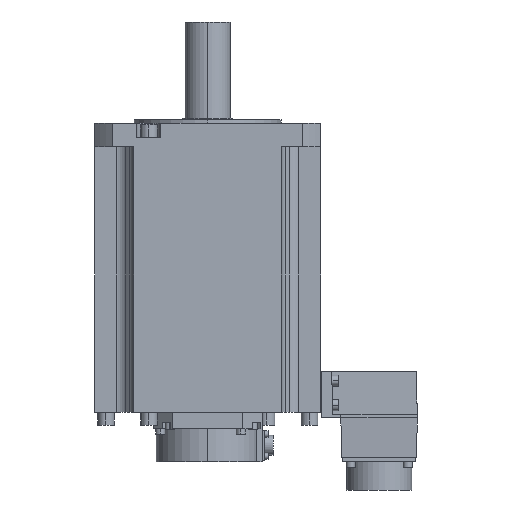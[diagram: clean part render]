
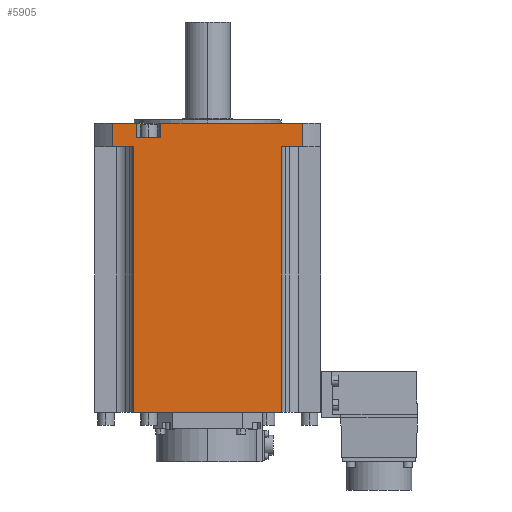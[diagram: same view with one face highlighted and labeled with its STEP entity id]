
A CAD part, left-side view. The second image highlights one B-rep face of the part: STEP entity #5905.
In plain terms, the highlighted planar face has unit normal (-1, 0, 0).
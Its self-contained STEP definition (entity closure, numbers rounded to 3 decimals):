
#1170=DIRECTION('',(0.,-1.,0.));
#1171=VECTOR('',#1170,115.);
#1172=CARTESIAN_POINT('',(-88.,57.5,-225.));
#1173=LINE('',#1172,#1171);
#1300=DIRECTION('',(0.,1.,0.));
#1301=VECTOR('',#1300,110.434);
#1302=CARTESIAN_POINT('',(-88.,-74.034,0.));
#1303=LINE('',#1302,#1301);
#1322=DIRECTION('',(0.,1.,0.));
#1323=VECTOR('',#1322,18.834);
#1324=CARTESIAN_POINT('',(-88.,55.2,0.));
#1325=LINE('',#1324,#1323);
#1472=DIRECTION('',(0.,0.,1.));
#1473=VECTOR('',#1472,18.);
#1474=CARTESIAN_POINT('',(-88.,-74.034,-18.));
#1475=LINE('',#1474,#1473);
#1485=DIRECTION('',(0.,-1.,0.));
#1486=VECTOR('',#1485,16.534);
#1487=CARTESIAN_POINT('',(-88.,-57.5,-18.));
#1488=LINE('',#1487,#1486);
#1550=DIRECTION('',(0.,0.,1.));
#1551=VECTOR('',#1550,207.);
#1552=CARTESIAN_POINT('',(-88.,-57.5,-225.));
#1553=LINE('',#1552,#1551);
#1554=DIRECTION('',(0.,0.,-1.));
#1555=VECTOR('',#1554,11.);
#1556=CARTESIAN_POINT('',(-88.,55.2,0.));
#1557=LINE('',#1556,#1555);
#1558=DIRECTION('',(0.,-1.,0.));
#1559=VECTOR('',#1558,18.8);
#1560=CARTESIAN_POINT('',(-88.,55.2,-11.));
#1561=LINE('',#1560,#1559);
#1566=DIRECTION('',(0.,0.,-1.));
#1567=VECTOR('',#1566,11.);
#1568=CARTESIAN_POINT('',(-88.,36.4,0.));
#1569=LINE('',#1568,#1567);
#1628=DIRECTION('',(0.,0.,-1.));
#1629=VECTOR('',#1628,207.);
#1630=CARTESIAN_POINT('',(-88.,57.5,-18.));
#1631=LINE('',#1630,#1629);
#1654=DIRECTION('',(0.,-1.,0.));
#1655=VECTOR('',#1654,16.534);
#1656=CARTESIAN_POINT('',(-88.,74.034,-18.));
#1657=LINE('',#1656,#1655);
#1791=DIRECTION('',(0.,0.,-1.));
#1792=VECTOR('',#1791,18.);
#1793=CARTESIAN_POINT('',(-88.,74.034,0.));
#1794=LINE('',#1793,#1792);
#3585=CARTESIAN_POINT('',(-88.,55.2,-11.));
#3586=VERTEX_POINT('',#3585);
#3587=CARTESIAN_POINT('',(-88.,55.2,0.));
#3588=VERTEX_POINT('',#3587);
#3589=CARTESIAN_POINT('',(-88.,36.4,-11.));
#3590=VERTEX_POINT('',#3589);
#3591=CARTESIAN_POINT('',(-88.,36.4,0.));
#3592=VERTEX_POINT('',#3591);
#3600=CARTESIAN_POINT('',(-88.,-74.034,0.));
#3602=VERTEX_POINT('',#3600);
#3603=CARTESIAN_POINT('',(-88.,74.034,0.));
#3604=VERTEX_POINT('',#3603);
#3693=CARTESIAN_POINT('',(-88.,57.5,-225.));
#3694=CARTESIAN_POINT('',(-88.,-57.5,-225.));
#3695=VERTEX_POINT('',#3693);
#3696=VERTEX_POINT('',#3694);
#3813=CARTESIAN_POINT('',(-88.,74.034,-18.));
#3814=VERTEX_POINT('',#3813);
#3821=CARTESIAN_POINT('',(-88.,57.5,-18.));
#3822=VERTEX_POINT('',#3821);
#3847=CARTESIAN_POINT('',(-88.,-57.5,-18.));
#3848=VERTEX_POINT('',#3847);
#3853=CARTESIAN_POINT('',(-88.,-74.034,-18.));
#3854=VERTEX_POINT('',#3853);
#5880=CARTESIAN_POINT('',(-88.,0.,-112.5));
#5881=DIRECTION('',(1.,0.,0.));
#5882=DIRECTION('',(0.,0.,1.));
#5883=AXIS2_PLACEMENT_3D('',#5880,#5881,#5882);
#5884=PLANE('',#5883);
#5886=ORIENTED_EDGE('',*,*,#5885,.F.);
#5887=ORIENTED_EDGE('',*,*,#5599,.F.);
#5888=ORIENTED_EDGE('',*,*,#5782,.F.);
#5889=ORIENTED_EDGE('',*,*,#5796,.F.);
#5890=ORIENTED_EDGE('',*,*,#5874,.F.);
#5891=ORIENTED_EDGE('',*,*,#5476,.F.);
#5893=ORIENTED_EDGE('',*,*,#5892,.F.);
#5895=ORIENTED_EDGE('',*,*,#5894,.F.);
#5897=ORIENTED_EDGE('',*,*,#5896,.F.);
#5898=ORIENTED_EDGE('',*,*,#5609,.F.);
#5900=ORIENTED_EDGE('',*,*,#5899,.T.);
#5902=ORIENTED_EDGE('',*,*,#5901,.T.);
#5903=EDGE_LOOP('',(#5886,#5887,#5888,#5889,#5890,#5891,#5893,#5895,#5897,#5898,
#5900,#5902));
#5904=FACE_OUTER_BOUND('',#5903,.F.);
#5905=ADVANCED_FACE('',(#5904),#5884,.F.);
#5476=EDGE_CURVE('',#3695,#3696,#1173,.T.);
#5599=EDGE_CURVE('',#3602,#3592,#1303,.T.);
#5609=EDGE_CURVE('',#3588,#3604,#1325,.T.);
#5782=EDGE_CURVE('',#3854,#3602,#1475,.T.);
#5796=EDGE_CURVE('',#3848,#3854,#1488,.T.);
#5874=EDGE_CURVE('',#3696,#3848,#1553,.T.);
#5885=EDGE_CURVE('',#3592,#3590,#1569,.T.);
#5892=EDGE_CURVE('',#3822,#3695,#1631,.T.);
#5894=EDGE_CURVE('',#3814,#3822,#1657,.T.);
#5896=EDGE_CURVE('',#3604,#3814,#1794,.T.);
#5899=EDGE_CURVE('',#3588,#3586,#1557,.T.);
#5901=EDGE_CURVE('',#3586,#3590,#1561,.T.);
